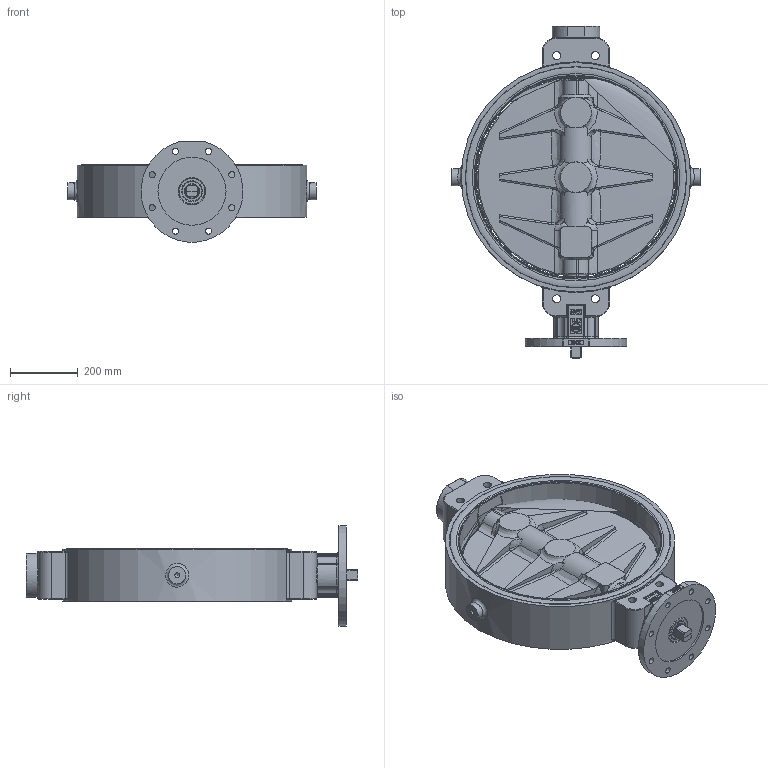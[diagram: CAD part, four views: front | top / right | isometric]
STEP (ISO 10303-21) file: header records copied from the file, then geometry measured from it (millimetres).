
FILE_DESCRIPTION(/* description */ (''),/* implementation_level */ '2;1');
FILE_NAME(/* name */ 'Z011-A-DN600.stp',/* time_stamp */ '2017-12-14T07:44:38+01:00',/* author */ ('hellwig'),/* organization */ (''),/* preprocessor_version */ 'ST-DEVELOPER v16.5',/* originating_system */ 'Autodesk Inventor 2017',/* authorisation */ '');
FILE_SCHEMA (('AUTOMOTIVE_DESIGN { 1 0 10303 214 3 1 1 }'));
Products named in the file (1): M17739
Bounding box: 730 x 976.9 x 294.43 mm (x, y, z)
Volume: 7343978.8 mm3; surface area: 2315966.8 mm2
Topology: 19 solids, 23 shells, 1359 faces, 3486 edges, 2185 vertices
Faces by surface type: plane 491, bspline 405, cylinder 259, torus 123, cone 71, sphere 10
Full cylindrical faces by diameter (mm): 6.647 x6, 8 x4, 9 x4, 13 x4, 13.835 x2, 15 x4, 18 x8, 23.752 x4, 37 x1, 42 x1, 47 x2, 47.1 x1, 49 x1, 50 x2, 55 x1, 55.1 x1, 60 x7, 60.1 x4, 60.2 x6, 60.5 x2, 66 x1, 67.2 x1, 68 x3, 70 x1, 72.8 x1, 74 x1, 75.8 x2, 76 x3, 76.12 x1, 85.4 x2
Entity records: 51422 total; most frequent: CARTESIAN_POINT 20478, ORIENTED_EDGE 6392, DIRECTION 5350, EDGE_CURVE 3190, VERTEX_POINT 2103, AXIS2_PLACEMENT_3D 2079, EDGE_LOOP 1659, STYLED_ITEM 1361
